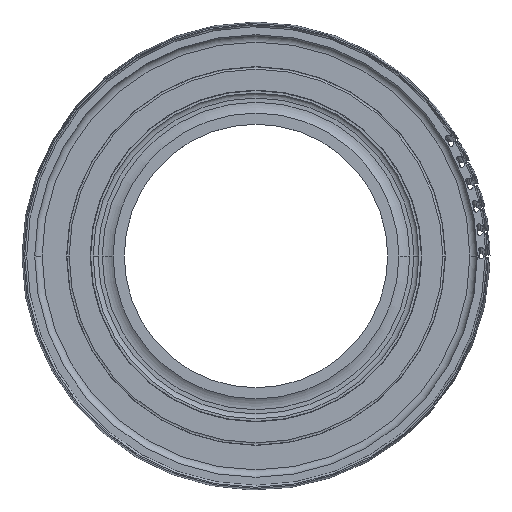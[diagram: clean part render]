
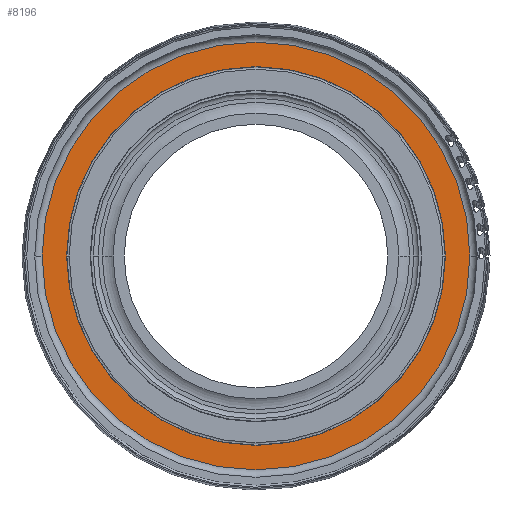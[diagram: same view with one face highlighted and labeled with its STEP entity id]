
A CAD part, top view. The second image highlights one B-rep face of the part: STEP entity #8196.
In plain terms, the highlighted planar face has unit normal (0, 0, 1).
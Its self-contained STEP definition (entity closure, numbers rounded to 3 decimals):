
#597=CARTESIAN_POINT('POINT40',(-547.244,0.,
   0.984));
#598=VERTEX_POINT('VERTEX40',#597);
#608=CARTESIAN_POINT('POINT42',(129.921,
   0.,0.984));
#609=VERTEX_POINT('VERTEX42',#608);
#610=CARTESIAN_POINT('POS33',(-208.661,0.,
   0.984));
#611=DIRECTION('DIR64',(0.,0.,1.));
#612=DIRECTION('DIR65',(-1.,0.,0.));
#613=AXIS2_PLACEMENT_3D('AXIS32',#610,#611,#612);
#614=CIRCLE('ELLIPSE20',#613,338.583);
#615=EDGE_CURVE('EDGE48',#609,#598,#614,.T.);
#650=EDGE_CURVE('EDGE52',#598,#609,#614,.T.);
#8172=ORIENTED_EDGE('COEDGE368',*,*,#650,.T.);
#8173=ORIENTED_EDGE('COEDGE369',*,*,#615,.T.);
#8174=EDGE_LOOP('NONE',(#8172,#8173));
#8175=FACE_BOUND('LOOP1',#8174,.T.);
#8176=CARTESIAN_POINT('POINT216',(91.187,0.,
   0.984));
#8177=VERTEX_POINT('VERTEX216',#8176);
#8178=CARTESIAN_POINT('POINT217',(-508.51,
   0.,0.984));
#8179=VERTEX_POINT('VERTEX217',#8178);
#8180=CARTESIAN_POINT('POS103',(-208.661,0.,
   0.984));
#8181=DIRECTION('DIR202',(0.,0.,1.));
#8182=DIRECTION('DIR203',(1.,0.,0.));
#8183=AXIS2_PLACEMENT_3D('AXIS100',#8180,#8181,#8182);
#8184=CIRCLE('ELLIPSE50',#8183,299.848);
#8185=EDGE_CURVE('EDGE270',#8177,#8179,#8184,.T.);
#8186=ORIENTED_EDGE('COEDGE370',*,*,#8185,.F.);
#8187=EDGE_CURVE('EDGE271',#8179,#8177,#8184,.T.);
#8188=ORIENTED_EDGE('COEDGE371',*,*,#8187,.F.);
#8189=EDGE_LOOP('NONE',(#8186,#8188));
#8190=FACE_BOUND('LOOP1',#8189,.T.);
#8191=CARTESIAN_POINT('POS104',(116.46,0.,
   0.984));
#8192=DIRECTION('DIR204',(0.,0.,-1.));
#8193=DIRECTION('DIR205',(1.,0.,0.));
#8194=AXIS2_PLACEMENT_3D('AXIS101',#8191,#8192,#8193);
#8195=PLANE('PLANE26',#8194);
#8196=ADVANCED_FACE('FACE56',(#8175,#8190),#8195,.F.);
